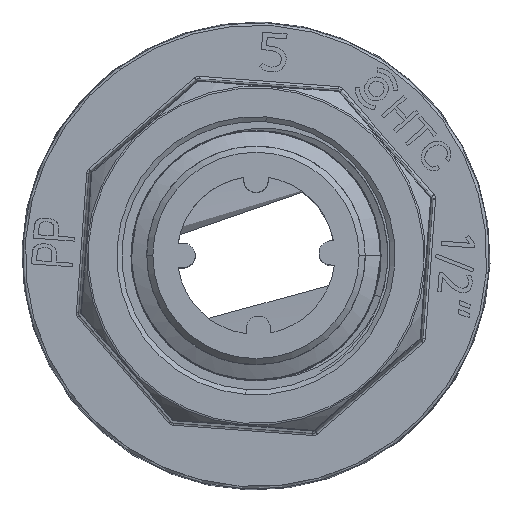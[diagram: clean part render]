
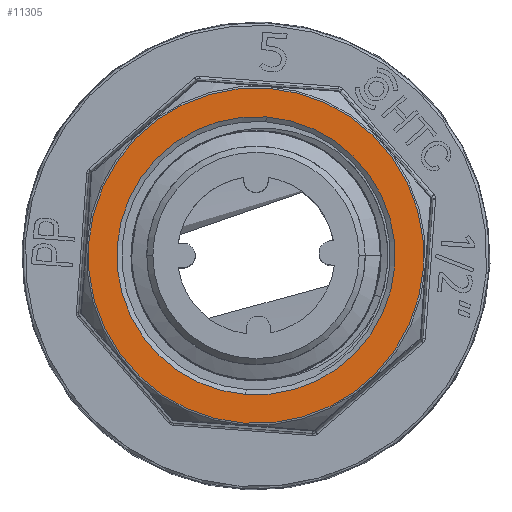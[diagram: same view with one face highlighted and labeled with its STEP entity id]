
A CAD part, top view. The second image highlights one B-rep face of the part: STEP entity #11305.
In plain terms, the highlighted planar face has unit normal (0, 0, 1).
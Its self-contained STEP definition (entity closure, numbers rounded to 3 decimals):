
#718 = EDGE_LOOP ( 'NONE', ( #12364, #12929 ) ) ;
#1647 = AXIS2_PLACEMENT_3D ( 'NONE', #4715, #2865, #17903 ) ;
#1787 = CARTESIAN_POINT ( 'NONE',  ( -211.523, 391.837, 14.21 ) ) ;
#2163 = AXIS2_PLACEMENT_3D ( 'NONE', #19082, #9736, #16131 ) ;
#2865 = DIRECTION ( 'NONE',  ( 0., 0., 1. ) ) ;
#2893 = CARTESIAN_POINT ( 'NONE',  ( -32., 20.54, 14.21 ) ) ;
#3242 = CARTESIAN_POINT ( 'NONE',  ( -32., 43.46, 14.21 ) ) ;
#4116 = EDGE_LOOP ( 'NONE', ( #12868, #20473 ) ) ;
#4428 = AXIS2_PLACEMENT_3D ( 'NONE', #7030, #14538, #12430 ) ;
#4715 = CARTESIAN_POINT ( 'NONE',  ( -32., 32., 14.21 ) ) ;
#6179 = CIRCLE ( 'NONE', #11688, 13.825 ) ;
#6775 = CARTESIAN_POINT ( 'NONE',  ( -45.825, 32., 14.21 ) ) ;
#7030 = CARTESIAN_POINT ( 'NONE',  ( -32., 32., 14.21 ) ) ;
#7146 = PLANE ( 'NONE',  #22461 ) ;
#9072 = VERTEX_POINT ( 'NONE', #2893 ) ;
#9342 = DIRECTION ( 'NONE',  ( 0., -1., 0. ) ) ;
#9454 = DIRECTION ( 'NONE',  ( 0., 0., -1. ) ) ;
#9736 = DIRECTION ( 'NONE',  ( 0., 0., -1. ) ) ;
#9938 = DIRECTION ( 'NONE',  ( 0., 0., 1. ) ) ;
#10445 = EDGE_CURVE ( 'NONE', #9072, #23993, #19488, .T. ) ;
#11305 = ADVANCED_FACE ( 'NONE', ( #22137, #13022 ), #7146, .F. ) ;
#11688 = AXIS2_PLACEMENT_3D ( 'NONE', #18920, #9938, #13748 ) ;
#12364 = ORIENTED_EDGE ( 'NONE', *, *, #22611, .T. ) ;
#12430 = DIRECTION ( 'NONE',  ( 0., -1., 0. ) ) ;
#12868 = ORIENTED_EDGE ( 'NONE', *, *, #16425, .T. ) ;
#12929 = ORIENTED_EDGE ( 'NONE', *, *, #15048, .T. ) ;
#13022 = FACE_BOUND ( 'NONE', #4116, .T. ) ;
#13748 = DIRECTION ( 'NONE',  ( -1., 0., 0. ) ) ;
#14538 = DIRECTION ( 'NONE',  ( 0., 0., -1. ) ) ;
#15048 = EDGE_CURVE ( 'NONE', #16123, #20137, #21331, .T. ) ;
#16123 = VERTEX_POINT ( 'NONE', #21899 ) ;
#16131 = DIRECTION ( 'NONE',  ( 0., -1., 0. ) ) ;
#16425 = EDGE_CURVE ( 'NONE', #23993, #9072, #18599, .T. ) ;
#17903 = DIRECTION ( 'NONE',  ( -1., 0., 0. ) ) ;
#18599 = CIRCLE ( 'NONE', #4428, 11.46 ) ;
#18920 = CARTESIAN_POINT ( 'NONE',  ( -32., 32., 14.21 ) ) ;
#19082 = CARTESIAN_POINT ( 'NONE',  ( -32., 32., 14.21 ) ) ;
#19488 = CIRCLE ( 'NONE', #2163, 11.46 ) ;
#20137 = VERTEX_POINT ( 'NONE', #6775 ) ;
#20473 = ORIENTED_EDGE ( 'NONE', *, *, #10445, .T. ) ;
#21331 = CIRCLE ( 'NONE', #1647, 13.825 ) ;
#21899 = CARTESIAN_POINT ( 'NONE',  ( -18.175, 32., 14.21 ) ) ;
#22137 = FACE_OUTER_BOUND ( 'NONE', #718, .T. ) ;
#22461 = AXIS2_PLACEMENT_3D ( 'NONE', #1787, #9454, #9342 ) ;
#22611 = EDGE_CURVE ( 'NONE', #20137, #16123, #6179, .T. ) ;
#23993 = VERTEX_POINT ( 'NONE', #3242 ) ;
